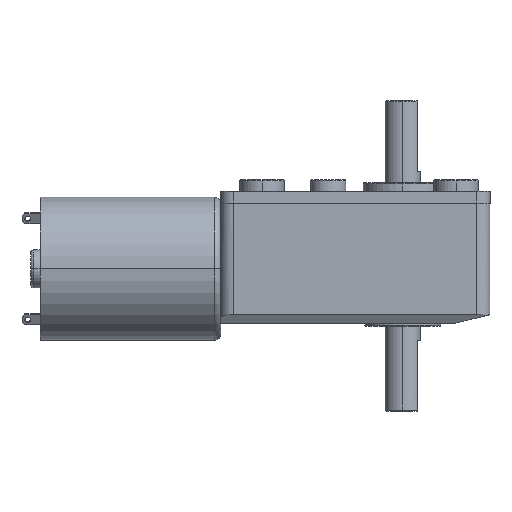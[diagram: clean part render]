
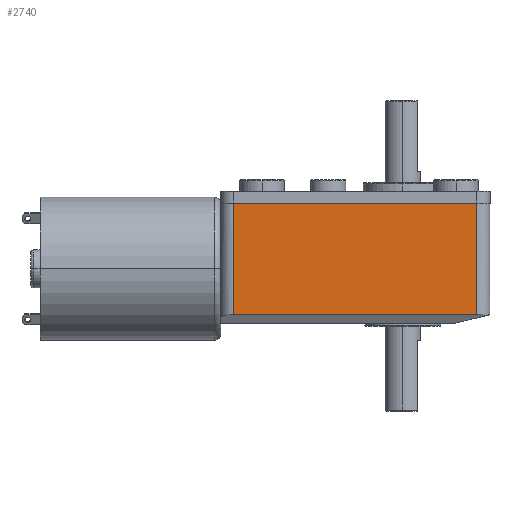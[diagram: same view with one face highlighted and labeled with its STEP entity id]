
A CAD part, top view. The second image highlights one B-rep face of the part: STEP entity #2740.
In plain terms, the highlighted planar face has unit normal (0, 0, 1).
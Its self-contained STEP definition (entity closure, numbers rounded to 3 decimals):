
#66 = CARTESIAN_POINT ( 'NONE',  ( 20.75, -19., 16. ) ) ;
#527 = LINE ( 'NONE', #3769, #5696 ) ;
#554 = EDGE_CURVE ( 'NONE', #6543, #7044, #4559, .T. ) ;
#572 = DIRECTION ( 'NONE',  ( 0., 0., -1. ) ) ;
#638 = CARTESIAN_POINT ( 'NONE',  ( -20.75, 0., 16. ) ) ;
#1239 = DIRECTION ( 'NONE',  ( -1., 0., 0. ) ) ;
#1605 = AXIS2_PLACEMENT_3D ( 'NONE', #3677, #572, #1239 ) ;
#1630 = EDGE_CURVE ( 'NONE', #4314, #4120, #527, .T. ) ;
#1787 = PLANE ( 'NONE',  #1605 ) ;
#1847 = ORIENTED_EDGE ( 'NONE', *, *, #1630, .T. ) ;
#2171 = FACE_OUTER_BOUND ( 'NONE', #5040, .T. ) ;
#2511 = CARTESIAN_POINT ( 'NONE',  ( -20.75, -19., 16. ) ) ;
#2522 = CARTESIAN_POINT ( 'NONE',  ( -20.75, -20.5, 16. ) ) ;
#2740 = ADVANCED_FACE ( 'NONE', ( #2171 ), #1787, .F. ) ;
#3275 = CARTESIAN_POINT ( 'NONE',  ( -23., 0., 16. ) ) ;
#3373 = DIRECTION ( 'NONE',  ( -1., 0., 0. ) ) ;
#3525 = ORIENTED_EDGE ( 'NONE', *, *, #554, .T. ) ;
#3677 = CARTESIAN_POINT ( 'NONE',  ( -23., -20.5, 16. ) ) ;
#3769 = CARTESIAN_POINT ( 'NONE',  ( 20.75, -20.5, 16. ) ) ;
#3793 = DIRECTION ( 'NONE',  ( 0., 1., 0. ) ) ;
#3794 = ORIENTED_EDGE ( 'NONE', *, *, #7190, .T. ) ;
#4033 = EDGE_CURVE ( 'NONE', #7044, #4314, #7055, .T. ) ;
#4120 = VERTEX_POINT ( 'NONE', #4180 ) ;
#4180 = CARTESIAN_POINT ( 'NONE',  ( 20.75, 0., 16. ) ) ;
#4314 = VERTEX_POINT ( 'NONE', #66 ) ;
#4559 = LINE ( 'NONE', #2522, #6997 ) ;
#4774 = ORIENTED_EDGE ( 'NONE', *, *, #4033, .T. ) ;
#5040 = EDGE_LOOP ( 'NONE', ( #4774, #1847, #3794, #3525 ) ) ;
#5247 = LINE ( 'NONE', #3275, #6809 ) ;
#5403 = CARTESIAN_POINT ( 'NONE',  ( -23., -19., 16. ) ) ;
#5696 = VECTOR ( 'NONE', #3793, 1000. ) ;
#6543 = VERTEX_POINT ( 'NONE', #638 ) ;
#6586 = DIRECTION ( 'NONE',  ( 1., 0., 0. ) ) ;
#6809 = VECTOR ( 'NONE', #3373, 1000. ) ;
#6872 = DIRECTION ( 'NONE',  ( 0., -1., 0. ) ) ;
#6997 = VECTOR ( 'NONE', #6872, 1000. ) ;
#7044 = VERTEX_POINT ( 'NONE', #2511 ) ;
#7055 = LINE ( 'NONE', #5403, #7421 ) ;
#7190 = EDGE_CURVE ( 'NONE', #4120, #6543, #5247, .T. ) ;
#7421 = VECTOR ( 'NONE', #6586, 1000. ) ;
